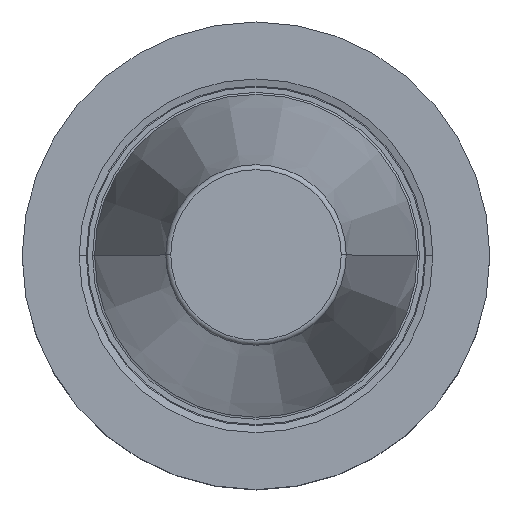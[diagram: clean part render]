
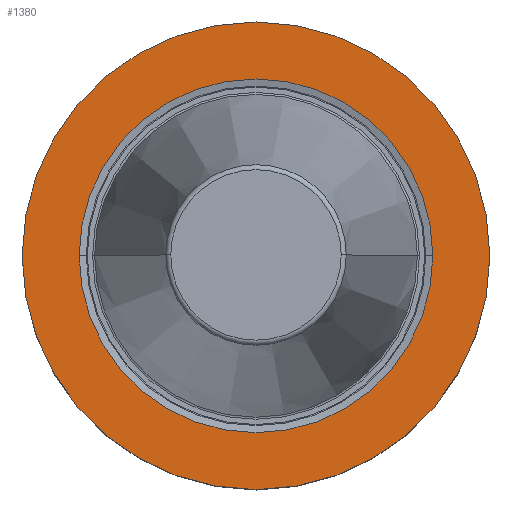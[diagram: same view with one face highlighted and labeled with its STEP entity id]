
A CAD part, top view. The second image highlights one B-rep face of the part: STEP entity #1380.
In plain terms, the highlighted planar face has unit normal (0, 0, 1).
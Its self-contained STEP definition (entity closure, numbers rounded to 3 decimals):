
#423=CARTESIAN_POINT('',(0.,0.,-2.));
#424=DIRECTION('',(0.,0.,-1.));
#425=DIRECTION('',(1.,0.,0.));
#426=AXIS2_PLACEMENT_3D('',#423,#424,#425);
#431=CARTESIAN_POINT('',(0.,0.,-2.));
#432=DIRECTION('',(0.,0.,1.));
#433=DIRECTION('',(1.,0.,0.));
#434=AXIS2_PLACEMENT_3D('',#431,#432,#433);
#439=CARTESIAN_POINT('',(0.,0.,-2.));
#440=DIRECTION('',(0.,0.,1.));
#441=DIRECTION('',(1.,0.,0.));
#442=AXIS2_PLACEMENT_3D('',#439,#440,#441);
#447=CARTESIAN_POINT('',(0.,0.,-2.));
#448=DIRECTION('',(0.,0.,1.));
#449=DIRECTION('',(-1.,0.,0.));
#450=AXIS2_PLACEMENT_3D('',#447,#448,#449);
#907=CARTESIAN_POINT('',(23.,0.,-2.));
#908=CARTESIAN_POINT('',(-23.,0.,-2.));
#909=VERTEX_POINT('',#907);
#910=VERTEX_POINT('',#908);
#969=CARTESIAN_POINT('',(17.396,0.,-2.));
#970=VERTEX_POINT('',#969);
#973=CARTESIAN_POINT('',(-17.396,0.,-2.));
#974=VERTEX_POINT('',#973);
#1365=CARTESIAN_POINT('',(0.,0.,-2.));
#1366=DIRECTION('',(0.,0.,-1.));
#1367=DIRECTION('',(-1.,0.,0.));
#1368=AXIS2_PLACEMENT_3D('',#1365,#1366,#1367);
#1369=PLANE('',#1368);
#1370=ORIENTED_EDGE('',*,*,#1288,.T.);
#1371=ORIENTED_EDGE('',*,*,#1346,.F.);
#1372=EDGE_LOOP('',(#1370,#1371));
#1373=FACE_OUTER_BOUND('',#1372,.F.);
#1375=ORIENTED_EDGE('',*,*,#1374,.T.);
#1377=ORIENTED_EDGE('',*,*,#1376,.T.);
#1378=EDGE_LOOP('',(#1375,#1377));
#1379=FACE_BOUND('',#1378,.F.);
#427=CIRCLE('',#426,23.);
#435=CIRCLE('',#434,23.);
#443=CIRCLE('',#442,17.396);
#451=CIRCLE('',#450,17.396);
#1288=EDGE_CURVE('',#909,#910,#427,.T.);
#1346=EDGE_CURVE('',#909,#910,#435,.T.);
#1374=EDGE_CURVE('',#970,#974,#443,.T.);
#1376=EDGE_CURVE('',#974,#970,#451,.T.);
#1380=ADVANCED_FACE('',(#1373,#1379),#1369,.F.);
